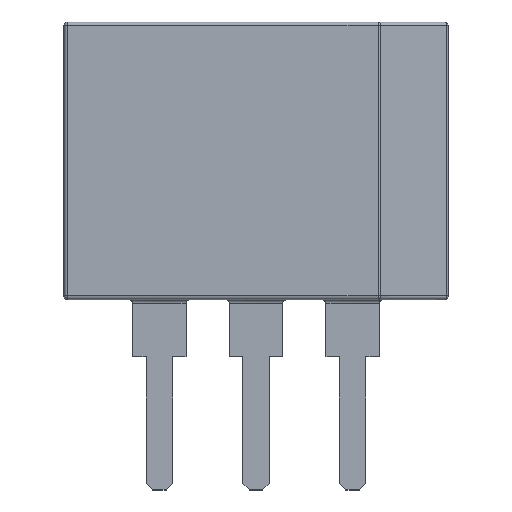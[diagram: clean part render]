
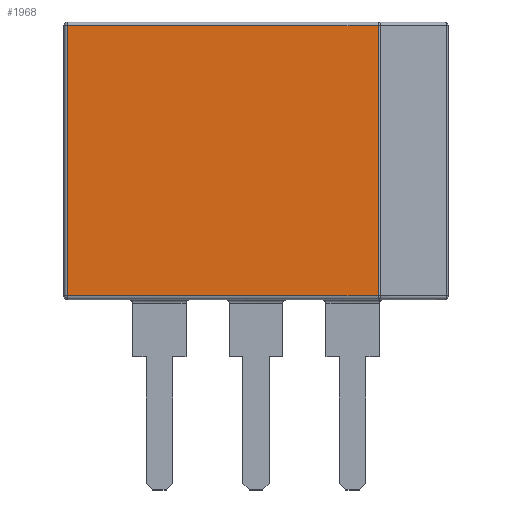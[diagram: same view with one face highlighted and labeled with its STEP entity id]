
A CAD part, top view. The second image highlights one B-rep face of the part: STEP entity #1968.
In plain terms, the highlighted planar face has unit normal (0, 0, 1).
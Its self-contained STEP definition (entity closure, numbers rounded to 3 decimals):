
#8 = PLANE ( 'NONE',  #1463 ) ;
#189 = ORIENTED_EDGE ( 'NONE', *, *, #1529, .T. ) ;
#246 = CARTESIAN_POINT ( 'NONE',  ( -4.95, 7.3, 2.25 ) ) ;
#305 = DIRECTION ( 'NONE',  ( 1., 0., 0. ) ) ;
#459 = DIRECTION ( 'NONE',  ( 0., 0., -1. ) ) ;
#485 = CARTESIAN_POINT ( 'NONE',  ( 3.25, 0.1, 2.25 ) ) ;
#513 = CARTESIAN_POINT ( 'NONE',  ( 3.209, 0.1, 2.25 ) ) ;
#855 = VERTEX_POINT ( 'NONE', #2763 ) ;
#902 = VECTOR ( 'NONE', #1278, 1000. ) ;
#913 = VECTOR ( 'NONE', #305, 1000. ) ;
#1059 = ORIENTED_EDGE ( 'NONE', *, *, #2071, .T. ) ;
#1110 = LINE ( 'NONE', #2160, #902 ) ;
#1133 = DIRECTION ( 'NONE',  ( -1., 0., 0. ) ) ;
#1211 = VERTEX_POINT ( 'NONE', #513 ) ;
#1231 = EDGE_CURVE ( 'NONE', #1974, #1211, #1490, .T. ) ;
#1239 = EDGE_LOOP ( 'NONE', ( #2510, #1059, #1265, #189 ) ) ;
#1265 = ORIENTED_EDGE ( 'NONE', *, *, #1231, .T. ) ;
#1278 = DIRECTION ( 'NONE',  ( -1., 0., 0. ) ) ;
#1299 = CARTESIAN_POINT ( 'NONE',  ( 3.209, 7.2, 2.25 ) ) ;
#1413 = VECTOR ( 'NONE', #1785, 1000. ) ;
#1444 = FACE_OUTER_BOUND ( 'NONE', #1239, .T. ) ;
#1463 = AXIS2_PLACEMENT_3D ( 'NONE', #1971, #459, #1133 ) ;
#1490 = LINE ( 'NONE', #485, #913 ) ;
#1529 = EDGE_CURVE ( 'NONE', #1211, #1685, #1836, .T. ) ;
#1562 = DIRECTION ( 'NONE',  ( 0., 1., 0. ) ) ;
#1685 = VERTEX_POINT ( 'NONE', #1299 ) ;
#1774 = VECTOR ( 'NONE', #1562, 1000. ) ;
#1785 = DIRECTION ( 'NONE',  ( 0., -1., 0. ) ) ;
#1836 = LINE ( 'NONE', #2793, #1774 ) ;
#1923 = CARTESIAN_POINT ( 'NONE',  ( -4.95, 0.1, 2.25 ) ) ;
#1963 = EDGE_CURVE ( 'NONE', #1685, #855, #1110, .T. ) ;
#1968 = ADVANCED_FACE ( 'NONE', ( #1444 ), #8, .F. ) ;
#1971 = CARTESIAN_POINT ( 'NONE',  ( -5.05, 7.3, 2.25 ) ) ;
#1974 = VERTEX_POINT ( 'NONE', #1923 ) ;
#1986 = LINE ( 'NONE', #246, #1413 ) ;
#2071 = EDGE_CURVE ( 'NONE', #855, #1974, #1986, .T. ) ;
#2160 = CARTESIAN_POINT ( 'NONE',  ( -5.05, 7.2, 2.25 ) ) ;
#2510 = ORIENTED_EDGE ( 'NONE', *, *, #1963, .T. ) ;
#2763 = CARTESIAN_POINT ( 'NONE',  ( -4.95, 7.2, 2.25 ) ) ;
#2793 = CARTESIAN_POINT ( 'NONE',  ( 3.209, 7.3, 2.25 ) ) ;
